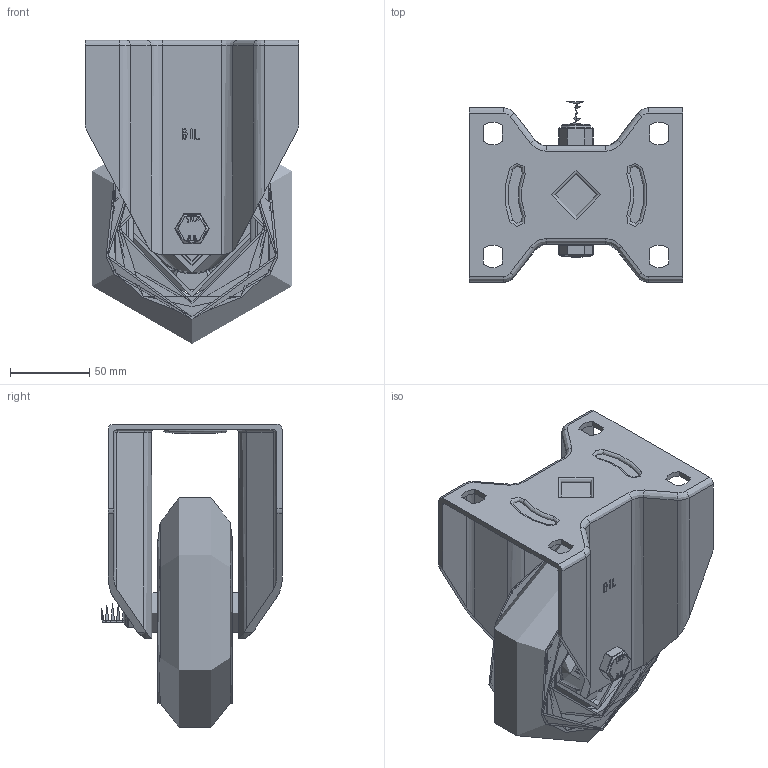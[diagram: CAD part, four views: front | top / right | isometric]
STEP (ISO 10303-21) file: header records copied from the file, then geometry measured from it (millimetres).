
FILE_DESCRIPTION(/* description */ ('','CAx-IF Rec.Pracs.---Representation and Presentation of Product Manufacturing Information (PMI)---4.0---2014-10-13'),/* implementation_level */ '2;1');
FILE_NAME(/* name */ 'BZPF150SRERBJ.step',/* time_stamp */ '2025-01-06T12:48:38Z',/* author */ (''),/* organization */ (''),/* preprocessor_version */ 'ST-DEVELOPER v20',/* originating_system */ 'Autodesk Translation Framework v13.20.0.188',/* authorisation */ '');
FILE_SCHEMA (('AP242_MANAGED_MODEL_BASED_3D_ENGINEERING_MIM_LF { 1 0 10303 442 1 1 4 }'));
Length unit declared in the file: millimetre
Products named in the file (26): BZPF150SRERBJ; BZH150WSRERBJM20 v1; 55 SHORE A ELASTIC RUBBER TYRE; ALUMINIUM RIM; BEARING6204; BALL BEARINGS; BEARING6204 (1); BALL BEARINGS (1); Component3; INNER; OUTER; MIDDLE; RUBBER; BEARING SPACER; BZPF160AS - 55 v1; ZINC PLATED, PRESSED STEEL BRACKET (1); TH20X5X12 - 2 v1; ZINC PLATED, HEADED SPACER; TH20X5X12 - 2 v1 (1); ZINC PLATED, HEADED SPACER (1); HEXBOLTM12X90Z8.8 v2; GRADE 8.8 ZINC PLATED BOLT; NYLOCM12Z14MM v1; NYLOC NUT; NUT; RUBBER (1)
Assembly tree (44 placements, depth 5):
  BZPF150SRERBJ
    BZH150WSRERBJM20 v1
      55 SHORE A ELASTIC RUBBER TYRE
      ALUMINIUM RIM
      BEARING6204
        INNER
        OUTER
        BALL BEARINGS
          Component3  x8
        MIDDLE
        RUBBER
      BEARING6204 (1)
        BALL BEARINGS (1)
          Component3  x8
        INNER
        OUTER
        MIDDLE
        RUBBER
      BEARING SPACER
    BZPF160AS - 55 v1
      ZINC PLATED, PRESSED STEEL BRACKET (1)
    TH20X5X12 - 2 v1
      ZINC PLATED, HEADED SPACER
    TH20X5X12 - 2 v1 (1)
      ZINC PLATED, HEADED SPACER (1)
    HEXBOLTM12X90Z8.8 v2
      GRADE 8.8 ZINC PLATED BOLT
    NYLOCM12Z14MM v1
      NYLOC NUT
        NUT
        RUBBER (1)
Bounding box: 135 x 114 x 191.7 mm (x, y, z)
Volume: 722819.2 mm3; surface area: 236266.5 mm2
Topology: 35 solids, 35 shells, 1279 faces, 3251 edges, 2125 vertices
Faces by surface type: plane 455, bspline 429, cylinder 238, torus 90, sphere 66, cone 1
Full cylindrical faces by diameter (mm): 9.836 x16, 11.834 x16, 12 x3, 12.2 x2, 12.5 x2, 14 x2, 17.75 x1, 18.5 x1, 19.75 x2, 20 x3, 23 x1, 25 x2, 27 x2, 28.5 x8, 30.8 x4, 31.3 x4, 40.3 x4, 40.5 x4, 40.8 x4, 42 x10, 43 x1, 47 x4, 55 x2, 79 x2, 85 x2, 92 x2, 95 x2, 111 x2, 114 x2
Entity records: 58090 total; most frequent: CARTESIAN_POINT 36825, ORIENTED_EDGE 4564, DIRECTION 3724, EDGE_CURVE 2282, VERTEX_POINT 1487, AXIS2_PLACEMENT_3D 1436, EDGE_LOOP 1065, FACE_OUTER_BOUND 918
